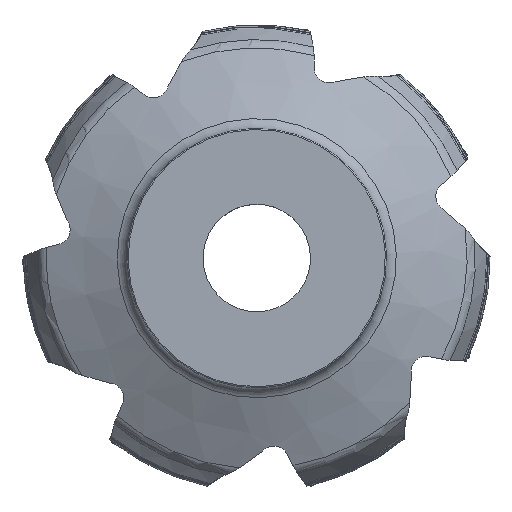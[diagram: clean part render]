
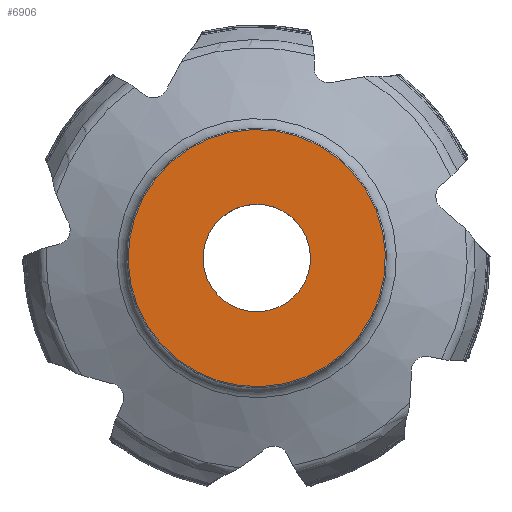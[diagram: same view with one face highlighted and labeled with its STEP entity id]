
A CAD part, top view. The second image highlights one B-rep face of the part: STEP entity #6906.
In plain terms, the highlighted planar face has unit normal (0, 0, 1).
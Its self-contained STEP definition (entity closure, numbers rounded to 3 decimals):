
#1441=FACE_BOUND('',#13628,.T.);
#1442=FACE_BOUND('',#13629,.T.);
#6906=ADVANCED_FACE('CU_BACK_F001',(#1441,#1442),#7563,.T.);
#7563=PLANE('',#54844);
#13628=EDGE_LOOP('',(#32486));
#13629=EDGE_LOOP('',(#32487));
#16059=CIRCLE('',#50395,19.056);
#17989=CIRCLE('',#54838,45.6);
#32486=ORIENTED_EDGE('',*,*,#44667,.T.);
#32487=ORIENTED_EDGE('',*,*,#38853,.F.);
#33887=VERTEX_POINT('',#76455);
#37294=VERTEX_POINT('',#111327);
#38853=EDGE_CURVE('',#33887,#33887,#16059,.T.);
#44667=EDGE_CURVE('',#37294,#37294,#17989,.T.);
#50395=AXIS2_PLACEMENT_3D('',#76454,#57249,#57250);
#54838=AXIS2_PLACEMENT_3D('',#111326,#67996,#67997);
#54844=AXIS2_PLACEMENT_3D('',#111333,#68008,#68009);
#57249=DIRECTION('',(0.,0.,1.));
#57250=DIRECTION('',(0.978,0.208,0.));
#67996=DIRECTION('',(0.,0.,1.));
#67997=DIRECTION('',(0.978,0.208,0.));
#68008=DIRECTION('',(0.,0.,1.));
#68009=DIRECTION('',(0.978,0.208,0.));
#76454=CARTESIAN_POINT('',(0.,0.,
0.));
#76455=CARTESIAN_POINT('',(18.64,3.962,0.));
#111326=CARTESIAN_POINT('',(0.,0.,
0.));
#111327=CARTESIAN_POINT('',(44.604,9.481,0.));
#111333=CARTESIAN_POINT('',(-22.056,0.,0.));
